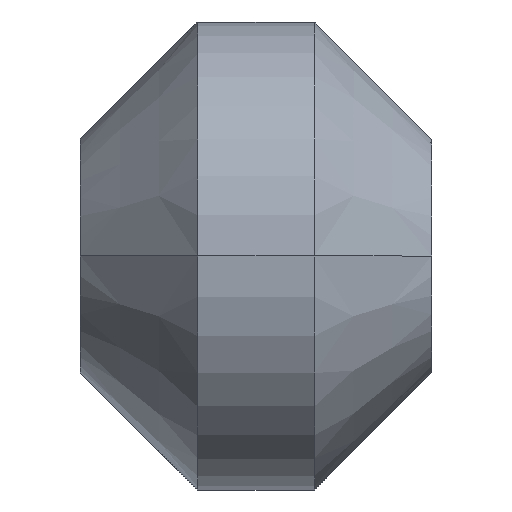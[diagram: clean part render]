
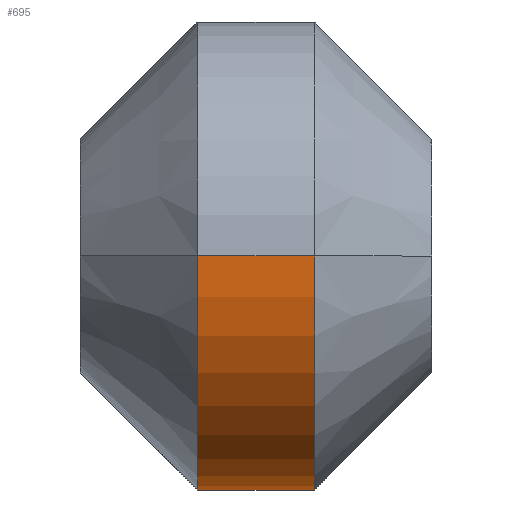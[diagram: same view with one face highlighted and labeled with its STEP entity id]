
A CAD part, left-side view. The second image highlights one B-rep face of the part: STEP entity #695.
In plain terms, the highlighted cylindrical face has radius 12.7 mm (diameter 25.4 mm), a partial arc.
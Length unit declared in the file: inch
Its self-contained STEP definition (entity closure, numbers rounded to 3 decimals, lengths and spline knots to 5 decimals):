
#9 = EDGE_CURVE ( 'NONE', #1092, #674, #243, .T. ) ;
#11 = ORIENTED_EDGE ( 'NONE', *, *, #914, .T. ) ;
#76 = AXIS2_PLACEMENT_3D ( 'NONE', #661, #1048, #179 ) ;
#81 = VERTEX_POINT ( 'NONE', #929 ) ;
#95 = ORIENTED_EDGE ( 'NONE', *, *, #9, .F. ) ;
#117 = CIRCLE ( 'NONE', #181, 0.5 ) ;
#179 = DIRECTION ( 'NONE',  ( 0., 0., -1. ) ) ;
#181 = AXIS2_PLACEMENT_3D ( 'NONE', #839, #559, #1133 ) ;
#243 = LINE ( 'NONE', #1122, #1178 ) ;
#290 = ORIENTED_EDGE ( 'NONE', *, *, #426, .T. ) ;
#336 = ORIENTED_EDGE ( 'NONE', *, *, #1195, .F. ) ;
#388 = EDGE_LOOP ( 'NONE', ( #95, #290, #336, #11 ) ) ;
#426 = EDGE_CURVE ( 'NONE', #1092, #1013, #1142, .T. ) ;
#457 = CYLINDRICAL_SURFACE ( 'NONE', #76, 0.5 ) ;
#510 = CARTESIAN_POINT ( 'NONE',  ( 0.5, 0.75, 0. ) ) ;
#530 = DIRECTION ( 'NONE',  ( 0., -1., 0. ) ) ;
#559 = DIRECTION ( 'NONE',  ( 0., 1., 0. ) ) ;
#654 = FACE_OUTER_BOUND ( 'NONE', #388, .T. ) ;
#661 = CARTESIAN_POINT ( 'NONE',  ( 0.5, 0.75, 0.5 ) ) ;
#665 = CARTESIAN_POINT ( 'NONE',  ( 0., 0.5, 0.5 ) ) ;
#674 = VERTEX_POINT ( 'NONE', #1128 ) ;
#691 = DIRECTION ( 'NONE',  ( 0., 1., 0. ) ) ;
#695 = ADVANCED_FACE ( 'NONE', ( #654 ), #457, .T. ) ;
#717 = LINE ( 'NONE', #510, #988 ) ;
#731 = DIRECTION ( 'NONE',  ( 0., 0., 1. ) ) ;
#733 = DIRECTION ( 'NONE',  ( 0., -1., 0. ) ) ;
#839 = CARTESIAN_POINT ( 'NONE',  ( 0.5, 0.25, 0.5 ) ) ;
#914 = EDGE_CURVE ( 'NONE', #81, #674, #117, .T. ) ;
#929 = CARTESIAN_POINT ( 'NONE',  ( 0.5, 0.25, 0. ) ) ;
#988 = VECTOR ( 'NONE', #691, 39.37008 ) ;
#1001 = AXIS2_PLACEMENT_3D ( 'NONE', #1203, #530, #731 ) ;
#1013 = VERTEX_POINT ( 'NONE', #1150 ) ;
#1048 = DIRECTION ( 'NONE',  ( 0., -1., 0. ) ) ;
#1092 = VERTEX_POINT ( 'NONE', #665 ) ;
#1122 = CARTESIAN_POINT ( 'NONE',  ( 0., 0.75, 0.5 ) ) ;
#1128 = CARTESIAN_POINT ( 'NONE',  ( 0., 0.25, 0.5 ) ) ;
#1133 = DIRECTION ( 'NONE',  ( 0., 0., 1. ) ) ;
#1142 = CIRCLE ( 'NONE', #1001, 0.5 ) ;
#1150 = CARTESIAN_POINT ( 'NONE',  ( 0.5, 0.5, 0. ) ) ;
#1178 = VECTOR ( 'NONE', #733, 39.37008 ) ;
#1195 = EDGE_CURVE ( 'NONE', #81, #1013, #717, .T. ) ;
#1203 = CARTESIAN_POINT ( 'NONE',  ( 0.5, 0.5, 0.5 ) ) ;
